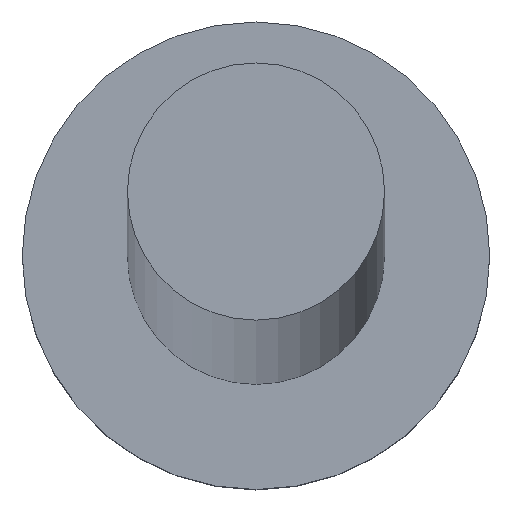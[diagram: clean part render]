
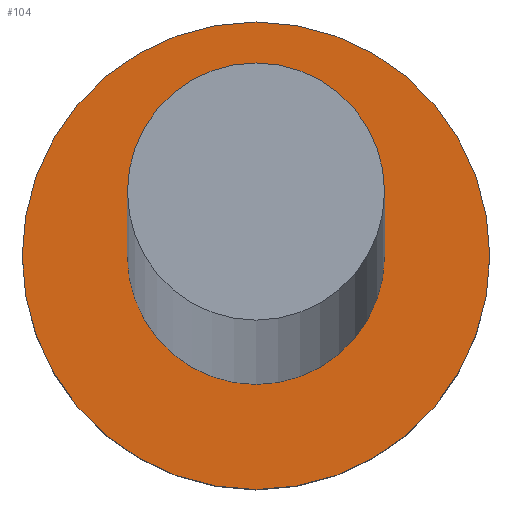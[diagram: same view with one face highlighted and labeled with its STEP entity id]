
A CAD part, top view. The second image highlights one B-rep face of the part: STEP entity #104.
In plain terms, the highlighted planar face has unit normal (0, 0, 1).
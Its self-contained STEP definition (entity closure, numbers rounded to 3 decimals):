
#2 = DIRECTION ( 'NONE',  ( 1., 0., 0. ) ) ;
#3 = EDGE_CURVE ( 'NONE', #83, #77, #130, .T. ) ;
#8 = FACE_OUTER_BOUND ( 'NONE', #218, .T. ) ;
#10 = CARTESIAN_POINT ( 'NONE',  ( -2., 0., 2. ) ) ;
#17 = CARTESIAN_POINT ( 'NONE',  ( -1.1, 0., 2. ) ) ;
#18 = DIRECTION ( 'NONE',  ( 0., 0., 1. ) ) ;
#36 = DIRECTION ( 'NONE',  ( 1., 0., 0. ) ) ;
#46 = DIRECTION ( 'NONE',  ( 1., 0., 0. ) ) ;
#49 = CARTESIAN_POINT ( 'NONE',  ( 0., 0., 2. ) ) ;
#51 = DIRECTION ( 'NONE',  ( 1., 0., 0. ) ) ;
#57 = CIRCLE ( 'NONE', #122, 1.1 ) ;
#71 = DIRECTION ( 'NONE',  ( 1., 0., 0. ) ) ;
#77 = VERTEX_POINT ( 'NONE', #10 ) ;
#82 = EDGE_CURVE ( 'NONE', #77, #83, #202, .T. ) ;
#83 = VERTEX_POINT ( 'NONE', #91 ) ;
#88 = EDGE_CURVE ( 'NONE', #167, #143, #98, .T. ) ;
#91 = CARTESIAN_POINT ( 'NONE',  ( 2., 0., 2. ) ) ;
#98 = CIRCLE ( 'NONE', #234, 1.1 ) ;
#100 = PLANE ( 'NONE',  #161 ) ;
#104 = ADVANCED_FACE ( 'NONE', ( #212, #8 ), #100, .T. ) ;
#107 = EDGE_CURVE ( 'NONE', #143, #167, #57, .T. ) ;
#109 = EDGE_LOOP ( 'NONE', ( #127, #248 ) ) ;
#111 = CARTESIAN_POINT ( 'NONE',  ( 0., 0., 2. ) ) ;
#115 = CARTESIAN_POINT ( 'NONE',  ( 0., 0., 2. ) ) ;
#118 = DIRECTION ( 'NONE',  ( 0., 0., 1. ) ) ;
#122 = AXIS2_PLACEMENT_3D ( 'NONE', #115, #18, #36 ) ;
#127 = ORIENTED_EDGE ( 'NONE', *, *, #107, .F. ) ;
#130 = CIRCLE ( 'NONE', #228, 2. ) ;
#143 = VERTEX_POINT ( 'NONE', #17 ) ;
#151 = ORIENTED_EDGE ( 'NONE', *, *, #3, .T. ) ;
#161 = AXIS2_PLACEMENT_3D ( 'NONE', #254, #118, #71 ) ;
#167 = VERTEX_POINT ( 'NONE', #194 ) ;
#171 = DIRECTION ( 'NONE',  ( 0., 0., 1. ) ) ;
#181 = AXIS2_PLACEMENT_3D ( 'NONE', #111, #188, #46 ) ;
#188 = DIRECTION ( 'NONE',  ( 0., 0., 1. ) ) ;
#194 = CARTESIAN_POINT ( 'NONE',  ( 1.1, 0., 2. ) ) ;
#201 = DIRECTION ( 'NONE',  ( 0., 0., 1. ) ) ;
#202 = CIRCLE ( 'NONE', #181, 2. ) ;
#203 = ORIENTED_EDGE ( 'NONE', *, *, #82, .T. ) ;
#212 = FACE_BOUND ( 'NONE', #109, .T. ) ;
#218 = EDGE_LOOP ( 'NONE', ( #203, #151 ) ) ;
#220 = CARTESIAN_POINT ( 'NONE',  ( 0., 0., 2. ) ) ;
#228 = AXIS2_PLACEMENT_3D ( 'NONE', #49, #201, #51 ) ;
#234 = AXIS2_PLACEMENT_3D ( 'NONE', #220, #171, #2 ) ;
#248 = ORIENTED_EDGE ( 'NONE', *, *, #88, .F. ) ;
#254 = CARTESIAN_POINT ( 'NONE',  ( 0., 0., 2. ) ) ;
